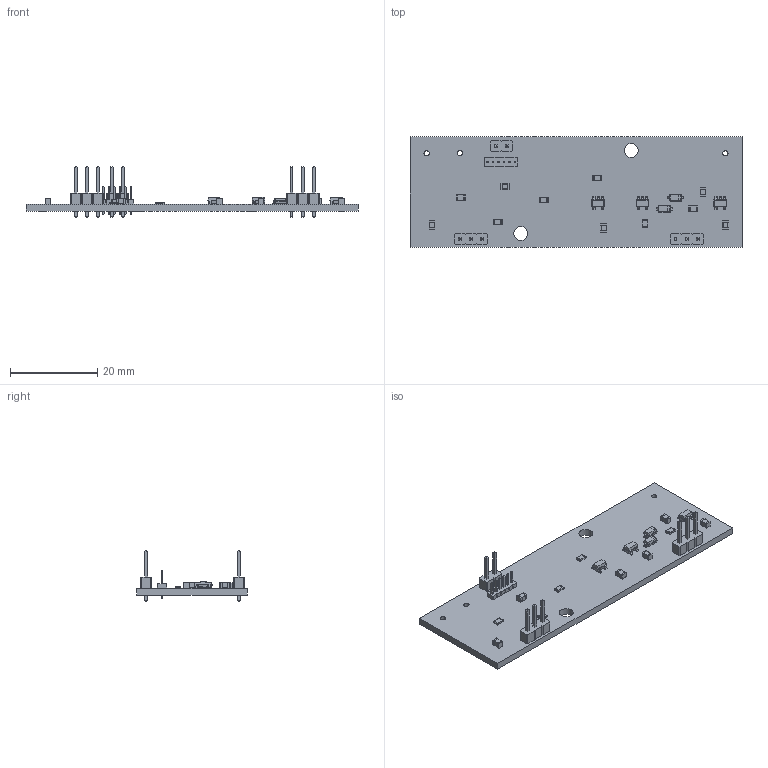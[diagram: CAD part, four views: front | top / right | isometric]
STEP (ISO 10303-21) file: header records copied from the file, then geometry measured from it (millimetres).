
FILE_DESCRIPTION(('KiCad electronic assembly'),'2;1');
FILE_NAME('Conductivity_Sensor.step','2020-05-26T10:08:22',('An Author') ,('A Company'),'Open CASCADE STEP processor 6.9', 'KiCad to STEP converter','Unknown');
FILE_SCHEMA(('AUTOMOTIVE_DESIGN { 1 0 10303 214 1 1 1 1 }'));
Length unit declared in the file: millimetre
Products named in the file (16): Open CASCADE STEP translator 6.9 1; PinHeader_1x02_P2.54mm_Vertical; SOLID; PinHeader_1x03_P2.54mm_Vertical; D_SOD-123; PinHeader_1x06_P1.27mm_Vertical; C_0805_2012Metric; R_0805_2012Metric; SOT-23-5; COMPOUND
Assembly tree (28 placements, depth 3):
  Open CASCADE STEP translator 6.9 1
    PinHeader_1x02_P2.54mm_Vertical
      SOLID
    PinHeader_1x03_P2.54mm_Vertical  x2
      SOLID
    D_SOD-123  x2
      SOLID
    PinHeader_1x06_P1.27mm_Vertical
      SOLID
    C_0805_2012Metric  x6
      SOLID
    R_0805_2012Metric  x5
      SOLID
    SOT-23-5  x3
      SOLID
    COMPOUND
Bounding box: 76.2 x 25.4 x 11.54 mm (x, y, z)
Volume: 3282.4 mm3; surface area: 5016.2 mm2
Topology: 21 solids, 21 shells, 1136 faces, 2820 edges, 1768 vertices
Faces by surface type: plane 790, cylinder 207, bspline 139
Full cylindrical faces by diameter (mm): 0.65 x6, 1 x8, 1.199 x3, 3.2 x2
Entity records: 36046 total; most frequent: CARTESIAN_POINT 5880, DIRECTION 4825, LINE 3461, VECTOR 3461, ORIENTED_EDGE 2596, PCURVE 2596, DEFINITIONAL_REPRESENTATION 2596, EDGE_CURVE 1298
